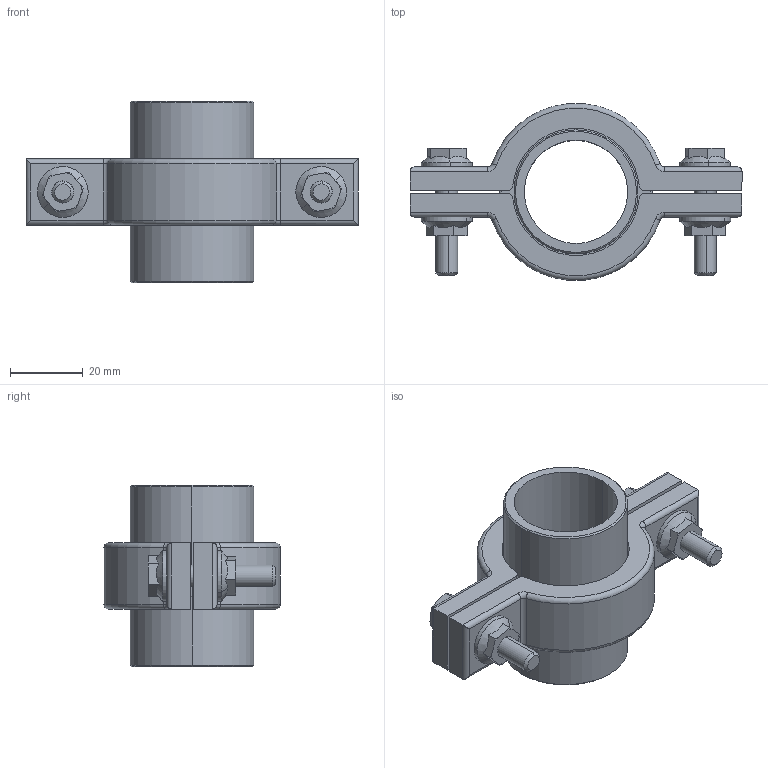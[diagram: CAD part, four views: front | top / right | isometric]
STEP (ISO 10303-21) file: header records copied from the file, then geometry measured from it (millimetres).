
FILE_DESCRIPTION (( 'STEP AP203' ), '1' );
FILE_NAME ('14-503-330_outokumpu.step', '2015-08-13T12:48:25', ( '' ), ( '' ), 'SwSTEP 2.0', 'SolidWorks 2008', '' );
FILE_SCHEMA (( 'CONFIG_CONTROL_DESIGN' ));
Length unit declared in the file: millimetre
Products named in the file (6): clamp-63-888-020_outokumpu_clamp-63-888-020_outokumpu; nipple-63-555-030_outokumpu_nipple-63-555-030_outokumpu; screw-fb0630a2_outokumpu_screw-fb0630a2_outokumpu; 14-503-330_outokumpu; o-ring-13-333-042_outokumpu_o-ring-13-333-042_outokumpu; nut-fn06a2_outokumpu_nut-fn06a2_outokumpu
Assembly tree (9 placements, depth 2):
  14-503-330_outokumpu
    nipple-63-555-030_outokumpu_nipple-63-555-030_outokumpu  x2
    clamp-63-888-020_outokumpu_clamp-63-888-020_outokumpu  x2
    nut-fn06a2_outokumpu_nut-fn06a2_outokumpu  x2
    o-ring-13-333-042_outokumpu_o-ring-13-333-042_outokumpu
    screw-fb0630a2_outokumpu_screw-fb0630a2_outokumpu  x2
Bounding box: 91.57 x 48.73 x 50 mm (x, y, z)
Volume: 43866.9 mm3; surface area: 30256.3 mm2
Topology: 9 solids, 9 shells, 214 faces, 512 edges, 320 vertices
Faces by surface type: cylinder 72, plane 62, cone 52, torus 28
Entity records: 4056 total; most frequent: CARTESIAN_POINT 745, DIRECTION 580, ORIENTED_EDGE 520, EDGE_CURVE 260, AXIS2_PLACEMENT_3D 241, VERTEX_POINT 162, EDGE_LOOP 120, CIRCLE 120
